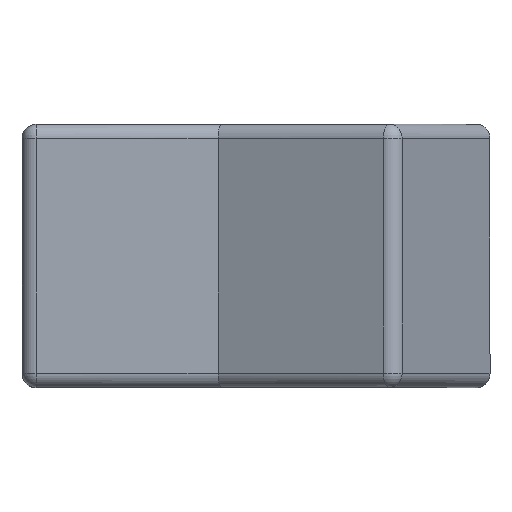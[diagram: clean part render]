
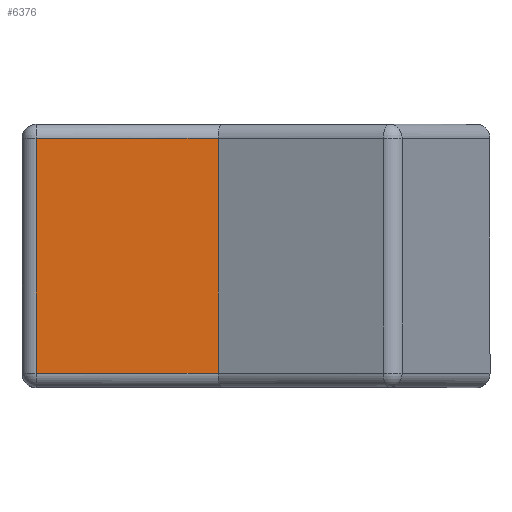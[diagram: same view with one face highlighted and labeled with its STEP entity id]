
A CAD part, top view. The second image highlights one B-rep face of the part: STEP entity #6376.
In plain terms, the highlighted planar face has unit normal (0, 0, 1).
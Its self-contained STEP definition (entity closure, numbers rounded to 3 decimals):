
#857=FACE_OUTER_BOUND('',#1228,.T.);
#1228=EDGE_LOOP('',(#5586,#5587,#5588,#5589));
#1798=LINE('',#11386,#2386);
#1803=LINE('',#11405,#2391);
#1804=LINE('',#11409,#2392);
#1805=LINE('',#11410,#2393);
#2386=VECTOR('',#8631,10.);
#2391=VECTOR('',#8656,10.);
#2392=VECTOR('',#8661,10.);
#2393=VECTOR('',#8662,10.);
#2997=VERTEX_POINT('',#11382);
#2998=VERTEX_POINT('',#11384);
#3002=VERTEX_POINT('',#11404);
#3003=VERTEX_POINT('',#11408);
#3875=EDGE_CURVE('',#2998,#2997,#1798,.T.);
#3884=EDGE_CURVE('',#2997,#3002,#1803,.T.);
#3886=EDGE_CURVE('',#2998,#3003,#1804,.T.);
#3887=EDGE_CURVE('',#3002,#3003,#1805,.T.);
#5586=ORIENTED_EDGE('',*,*,#3875,.F.);
#5587=ORIENTED_EDGE('',*,*,#3886,.T.);
#5588=ORIENTED_EDGE('',*,*,#3887,.F.);
#5589=ORIENTED_EDGE('',*,*,#3884,.F.);
#6053=PLANE('',#6990);
#6376=ADVANCED_FACE('',(#857),#6053,.T.);
#6990=AXIS2_PLACEMENT_3D('',#11407,#8659,#8660);
#8631=DIRECTION('',(-1.,0.,0.));
#8656=DIRECTION('',(0.,1.,0.));
#8659=DIRECTION('center_axis',(0.,0.,
1.));
#8660=DIRECTION('ref_axis',(0.,1.,0.));
#8661=DIRECTION('',(0.,1.,0.));
#8662=DIRECTION('',(1.,0.,0.));
#11382=CARTESIAN_POINT('',(-7.737,-4.135,21.285));
#11384=CARTESIAN_POINT('',(-1.331,-4.135,21.285));
#11386=CARTESIAN_POINT('',(0.882,-4.135,21.285));
#11404=CARTESIAN_POINT('',(-7.737,4.135,21.285));
#11405=CARTESIAN_POINT('',(-7.737,0.,21.285));
#11407=CARTESIAN_POINT('Origin',(-1.331,0.,
21.285));
#11408=CARTESIAN_POINT('',(-1.331,4.135,21.285));
#11409=CARTESIAN_POINT('',(-1.331,0.,21.285));
#11410=CARTESIAN_POINT('',(0.882,4.135,21.285));
